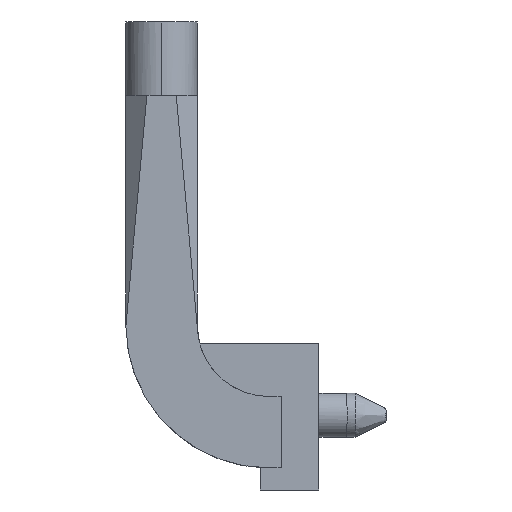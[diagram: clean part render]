
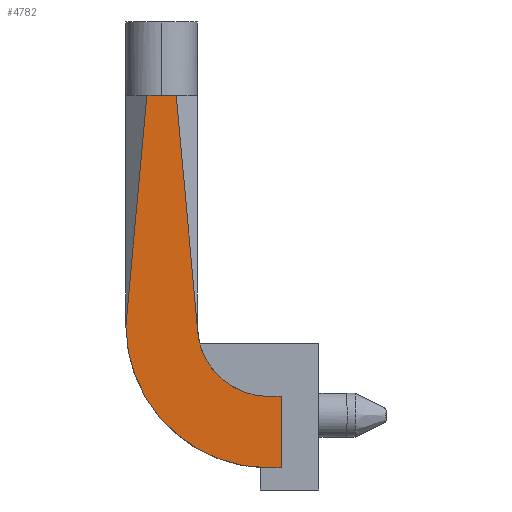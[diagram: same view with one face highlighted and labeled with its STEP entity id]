
A CAD part, left-side view. The second image highlights one B-rep face of the part: STEP entity #4782.
In plain terms, the highlighted planar face has unit normal (-1, 0, 0).
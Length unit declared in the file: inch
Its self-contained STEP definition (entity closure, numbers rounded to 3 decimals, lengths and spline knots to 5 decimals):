
#1659=DIRECTION('',(0.,-1.,0.));
#1660=VECTOR('',#1659,0.035);
#1661=CARTESIAN_POINT('',(0.,0.32,0.717));
#1662=LINE('',#1661,#1660);
#1663=DIRECTION('',(0.,-1.,0.));
#1664=VECTOR('',#1663,0.035);
#1665=CARTESIAN_POINT('',(0.,0.285,0.717));
#1666=LINE('',#1665,#1664);
#1667=DIRECTION('',(0.,0.091,0.996));
#1668=VECTOR('',#1667,0.5523);
#1669=CARTESIAN_POINT('',(0.00001,0.19999,
0.16697));
#1670=LINE('',#1669,#1668);
#1671=CARTESIAN_POINT('',(0.,0.03,0.17));
#1672=DIRECTION('',(-1.,0.,0.));
#1673=DIRECTION('',(0.,1.,-0.018));
#1674=AXIS2_PLACEMENT_3D('',#1671,#1672,#1673);
#1676=DIRECTION('',(0.,-1.,0.));
#1677=VECTOR('',#1676,0.03);
#1678=CARTESIAN_POINT('',(0.,0.03,0.));
#1679=LINE('',#1678,#1677);
#1680=DIRECTION('',(0.,0.,-1.));
#1681=VECTOR('',#1680,0.17);
#1682=CARTESIAN_POINT('',(0.,0.,0.));
#1683=LINE('',#1682,#1681);
#1684=DIRECTION('',(0.,1.,0.));
#1685=VECTOR('',#1684,0.03);
#1686=CARTESIAN_POINT('',(0.,0.,-0.17));
#1687=LINE('',#1686,#1685);
#1688=CARTESIAN_POINT('',(0.,0.03,0.17));
#1689=DIRECTION('',(1.,0.,0.));
#1690=DIRECTION('',(0.,0.,-1.));
#1691=AXIS2_PLACEMENT_3D('',#1688,#1689,#1690);
#1693=DIRECTION('',(0.,-0.091,0.996));
#1694=VECTOR('',#1693,0.55213);
#1695=CARTESIAN_POINT('',(0.,0.36999,0.16713));
#1696=LINE('',#1695,#1694);
#2035=CARTESIAN_POINT('',(0.,0.,0.));
#2036=CARTESIAN_POINT('',(0.,0.,-0.17));
#2037=VERTEX_POINT('',#2035);
#2038=VERTEX_POINT('',#2036);
#2039=CARTESIAN_POINT('',(0.,0.03,-0.17));
#2040=VERTEX_POINT('',#2039);
#2041=CARTESIAN_POINT('',(0.,0.03,0.));
#2042=VERTEX_POINT('',#2041);
#2043=CARTESIAN_POINT('',(0.,0.36999,0.16713));
#2044=CARTESIAN_POINT('',(0.,0.32,0.717));
#2045=VERTEX_POINT('',#2043);
#2046=VERTEX_POINT('',#2044);
#2051=CARTESIAN_POINT('',(0.00001,0.19999,
0.16697));
#2052=CARTESIAN_POINT('',(0.,0.25,0.717));
#2053=VERTEX_POINT('',#2051);
#2054=VERTEX_POINT('',#2052);
#2381=CARTESIAN_POINT('',(0.,0.285,0.717));
#2382=VERTEX_POINT('',#2381);
#4764=CARTESIAN_POINT('',(0.,0.,0.));
#4765=DIRECTION('',(1.,0.,0.));
#4766=DIRECTION('',(0.,0.,-1.));
#4767=AXIS2_PLACEMENT_3D('',#4764,#4765,#4766);
#4768=PLANE('',#4767);
#4769=ORIENTED_EDGE('',*,*,#4673,.T.);
#4770=ORIENTED_EDGE('',*,*,#4689,.T.);
#4772=ORIENTED_EDGE('',*,*,#4771,.F.);
#4773=ORIENTED_EDGE('',*,*,#2909,.T.);
#4775=ORIENTED_EDGE('',*,*,#4774,.T.);
#4776=ORIENTED_EDGE('',*,*,#4548,.T.);
#4777=ORIENTED_EDGE('',*,*,#4563,.T.);
#4778=ORIENTED_EDGE('',*,*,#4582,.T.);
#4779=ORIENTED_EDGE('',*,*,#4756,.T.);
#4780=EDGE_LOOP('',(#4769,#4770,#4772,#4773,#4775,#4776,#4777,#4778,#4779));
#4781=FACE_OUTER_BOUND('',#4780,.F.);
#4782=ADVANCED_FACE('',(#4781),#4768,.F.);
#1675=CIRCLE('',#1674,0.17);
#1692=CIRCLE('',#1691,0.34);
#2909=EDGE_CURVE('',#2053,#2042,#1675,.T.);
#4548=EDGE_CURVE('',#2037,#2038,#1683,.T.);
#4563=EDGE_CURVE('',#2038,#2040,#1687,.T.);
#4582=EDGE_CURVE('',#2040,#2045,#1692,.T.);
#4673=EDGE_CURVE('',#2046,#2382,#1662,.T.);
#4689=EDGE_CURVE('',#2382,#2054,#1666,.T.);
#4756=EDGE_CURVE('',#2045,#2046,#1696,.T.);
#4771=EDGE_CURVE('',#2053,#2054,#1670,.T.);
#4774=EDGE_CURVE('',#2042,#2037,#1679,.T.);
